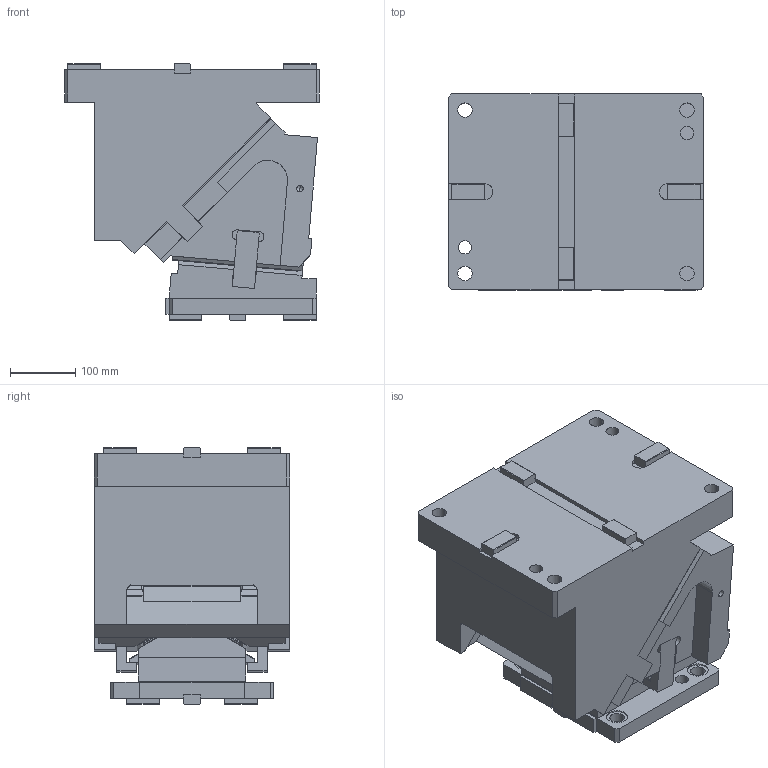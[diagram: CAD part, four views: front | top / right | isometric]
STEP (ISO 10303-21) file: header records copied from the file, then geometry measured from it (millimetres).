
FILE_DESCRIPTION(('CATIA V5 STEP Exchange'),'2;1');
FILE_NAME('CACV_300_05.stp','2015-04-24T14:16:23+00:00',('none'),('none'),'CATIA Version 5 Release 19 SP 2 (IN-10)','CATIA V5 STEP AP203','none');
FILE_SCHEMA(('CONFIG_CONTROL_DESIGN'));
Length unit declared in the file: millimetre
Products named in the file (1): CACV_300_05
Bounding box: 390 x 300 x 393 mm (x, y, z)
Volume: 26792955.6 mm3; surface area: 1275948.1 mm2
Topology: 3 solids, 8 shells, 577 faces, 1653 edges, 1073 vertices
Faces by surface type: plane 394, cylinder 145, cone 18, bspline 12, torus 4, extrusion 4
Entity records: 19033 total; most frequent: CARTESIAN_POINT 4696, ORIENTED_EDGE 3214, DIRECTION 2490, EDGE_CURVE 1607, VECTOR 1300, LINE 1296, VERTEX_POINT 1061, AXIS2_PLACEMENT_3D 687
